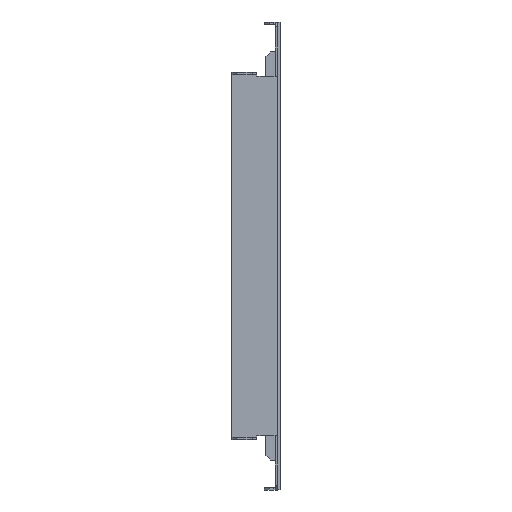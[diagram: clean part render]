
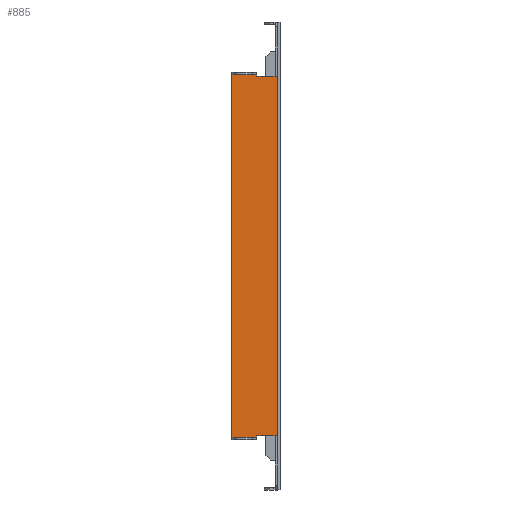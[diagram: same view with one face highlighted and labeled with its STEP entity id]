
A CAD part, left-side view. The second image highlights one B-rep face of the part: STEP entity #885.
In plain terms, the highlighted planar face has unit normal (-1, 0, 0).
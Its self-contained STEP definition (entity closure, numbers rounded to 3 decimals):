
#54 = VERTEX_POINT ( 'NONE', #2326 ) ;
#108 = DIRECTION ( 'NONE',  ( 0., -1., 0. ) ) ;
#162 = VECTOR ( 'NONE', #948, 1000. ) ;
#372 = CARTESIAN_POINT ( 'NONE',  ( -303.3, 0., -115. ) ) ;
#413 = DIRECTION ( 'NONE',  ( 0., -1., 0. ) ) ;
#458 = ORIENTED_EDGE ( 'NONE', *, *, #2994, .T. ) ;
#480 = VERTEX_POINT ( 'NONE', #798 ) ;
#486 = LINE ( 'NONE', #2372, #2040 ) ;
#517 = VERTEX_POINT ( 'NONE', #742 ) ;
#614 = DIRECTION ( 'NONE',  ( 0., -1., 0. ) ) ;
#672 = EDGE_LOOP ( 'NONE', ( #2201, #1194, #2939, #1605, #2392, #1838, #1662, #1067, #2456, #458, #2179, #2957 ) ) ;
#726 = CARTESIAN_POINT ( 'NONE',  ( -303.3, 30.5, -115. ) ) ;
#742 = CARTESIAN_POINT ( 'NONE',  ( -303.3, 14.7, -114. ) ) ;
#798 = CARTESIAN_POINT ( 'NONE',  ( -303.3, 1.5, 114. ) ) ;
#845 = CARTESIAN_POINT ( 'NONE',  ( -303.3, 0., -114. ) ) ;
#855 = VECTOR ( 'NONE', #2244, 1000. ) ;
#885 = ADVANCED_FACE ( 'NONE', ( #1625 ), #1147, .F. ) ;
#931 = CARTESIAN_POINT ( 'NONE',  ( -303.3, 14.7, 114. ) ) ;
#933 = CARTESIAN_POINT ( 'NONE',  ( -303.3, 4., 114. ) ) ;
#948 = DIRECTION ( 'NONE',  ( 0., 0., 1. ) ) ;
#954 = EDGE_CURVE ( 'NONE', #1686, #3054, #1348, .T. ) ;
#968 = AXIS2_PLACEMENT_3D ( 'NONE', #1604, #1372, #1615 ) ;
#989 = LINE ( 'NONE', #2700, #3049 ) ;
#1003 = LINE ( 'NONE', #931, #162 ) ;
#1027 = EDGE_CURVE ( 'NONE', #3083, #54, #1003, .T. ) ;
#1036 = VECTOR ( 'NONE', #2107, 1000. ) ;
#1067 = ORIENTED_EDGE ( 'NONE', *, *, #954, .F. ) ;
#1107 = CARTESIAN_POINT ( 'NONE',  ( -303.3, 30.5, 114. ) ) ;
#1108 = CARTESIAN_POINT ( 'NONE',  ( -303.3, 30.5, -114. ) ) ;
#1113 = VECTOR ( 'NONE', #3009, 1000. ) ;
#1147 = PLANE ( 'NONE',  #968 ) ;
#1165 = LINE ( 'NONE', #2361, #2152 ) ;
#1194 = ORIENTED_EDGE ( 'NONE', *, *, #3024, .T. ) ;
#1205 = CARTESIAN_POINT ( 'NONE',  ( -303.3, 1.5, 0. ) ) ;
#1221 = VERTEX_POINT ( 'NONE', #2496 ) ;
#1344 = EDGE_CURVE ( 'NONE', #1686, #2057, #1165, .T. ) ;
#1348 = LINE ( 'NONE', #2056, #1113 ) ;
#1372 = DIRECTION ( 'NONE',  ( 1., 0., 0. ) ) ;
#1392 = LINE ( 'NONE', #1108, #1626 ) ;
#1407 = DIRECTION ( 'NONE',  ( 0., 1., 0. ) ) ;
#1432 = EDGE_CURVE ( 'NONE', #2417, #3083, #989, .T. ) ;
#1434 = VERTEX_POINT ( 'NONE', #2472 ) ;
#1452 = DIRECTION ( 'NONE',  ( 0., -1., 0. ) ) ;
#1544 = LINE ( 'NONE', #372, #2579 ) ;
#1579 = EDGE_CURVE ( 'NONE', #1914, #1221, #1544, .T. ) ;
#1596 = VERTEX_POINT ( 'NONE', #2740 ) ;
#1604 = CARTESIAN_POINT ( 'NONE',  ( -303.3, 0., 0. ) ) ;
#1605 = ORIENTED_EDGE ( 'NONE', *, *, #1912, .F. ) ;
#1615 = DIRECTION ( 'NONE',  ( 0., 1., 0. ) ) ;
#1625 = FACE_OUTER_BOUND ( 'NONE', #672, .T. ) ;
#1626 = VECTOR ( 'NONE', #2080, 1000. ) ;
#1662 = ORIENTED_EDGE ( 'NONE', *, *, #2371, .T. ) ;
#1682 = VECTOR ( 'NONE', #614, 1000. ) ;
#1686 = VERTEX_POINT ( 'NONE', #1107 ) ;
#1836 = LINE ( 'NONE', #2783, #2730 ) ;
#1838 = ORIENTED_EDGE ( 'NONE', *, *, #1027, .T. ) ;
#1871 = CARTESIAN_POINT ( 'NONE',  ( -303.3, 14.7, 114. ) ) ;
#1899 = LINE ( 'NONE', #2849, #2460 ) ;
#1912 = EDGE_CURVE ( 'NONE', #2417, #480, #1899, .T. ) ;
#1914 = VERTEX_POINT ( 'NONE', #726 ) ;
#1918 = CARTESIAN_POINT ( 'NONE',  ( -303.3, 30.5, 115. ) ) ;
#1962 = DIRECTION ( 'NONE',  ( 0., 1., 0. ) ) ;
#1971 = CARTESIAN_POINT ( 'NONE',  ( -303.3, 14.7, 0. ) ) ;
#2013 = EDGE_CURVE ( 'NONE', #517, #1221, #2975, .T. ) ;
#2040 = VECTOR ( 'NONE', #1407, 1000. ) ;
#2056 = CARTESIAN_POINT ( 'NONE',  ( -303.3, 30.5, 0. ) ) ;
#2057 = VERTEX_POINT ( 'NONE', #2693 ) ;
#2080 = DIRECTION ( 'NONE',  ( 0., 0., -1. ) ) ;
#2107 = DIRECTION ( 'NONE',  ( 0., 0., 1. ) ) ;
#2112 = DIRECTION ( 'NONE',  ( 0., 0., -1. ) ) ;
#2152 = VECTOR ( 'NONE', #2112, 1000. ) ;
#2179 = ORIENTED_EDGE ( 'NONE', *, *, #1579, .T. ) ;
#2188 = EDGE_CURVE ( 'NONE', #517, #1434, #2990, .T. ) ;
#2201 = ORIENTED_EDGE ( 'NONE', *, *, #2188, .T. ) ;
#2244 = DIRECTION ( 'NONE',  ( 0., 0., -1. ) ) ;
#2326 = CARTESIAN_POINT ( 'NONE',  ( -303.3, 14.7, 115. ) ) ;
#2361 = CARTESIAN_POINT ( 'NONE',  ( -303.3, 30.5, 0. ) ) ;
#2369 = LINE ( 'NONE', #1205, #1036 ) ;
#2371 = EDGE_CURVE ( 'NONE', #54, #3054, #486, .T. ) ;
#2372 = CARTESIAN_POINT ( 'NONE',  ( -303.3, 0., 115. ) ) ;
#2392 = ORIENTED_EDGE ( 'NONE', *, *, #1432, .T. ) ;
#2417 = VERTEX_POINT ( 'NONE', #933 ) ;
#2456 = ORIENTED_EDGE ( 'NONE', *, *, #1344, .T. ) ;
#2460 = VECTOR ( 'NONE', #1452, 1000. ) ;
#2472 = CARTESIAN_POINT ( 'NONE',  ( -303.3, 4., -114. ) ) ;
#2496 = CARTESIAN_POINT ( 'NONE',  ( -303.3, 14.7, -115. ) ) ;
#2579 = VECTOR ( 'NONE', #108, 1000. ) ;
#2693 = CARTESIAN_POINT ( 'NONE',  ( -303.3, 30.5, -114. ) ) ;
#2700 = CARTESIAN_POINT ( 'NONE',  ( -303.3, 0., 114. ) ) ;
#2730 = VECTOR ( 'NONE', #413, 1000. ) ;
#2740 = CARTESIAN_POINT ( 'NONE',  ( -303.3, 1.5, -114. ) ) ;
#2783 = CARTESIAN_POINT ( 'NONE',  ( -303.3, 4., -114. ) ) ;
#2849 = CARTESIAN_POINT ( 'NONE',  ( -303.3, 0., 114. ) ) ;
#2939 = ORIENTED_EDGE ( 'NONE', *, *, #3072, .T. ) ;
#2957 = ORIENTED_EDGE ( 'NONE', *, *, #2013, .F. ) ;
#2975 = LINE ( 'NONE', #1971, #855 ) ;
#2990 = LINE ( 'NONE', #845, #1682 ) ;
#2994 = EDGE_CURVE ( 'NONE', #2057, #1914, #1392, .T. ) ;
#3009 = DIRECTION ( 'NONE',  ( 0., 0., 1. ) ) ;
#3024 = EDGE_CURVE ( 'NONE', #1434, #1596, #1836, .T. ) ;
#3049 = VECTOR ( 'NONE', #1962, 1000. ) ;
#3054 = VERTEX_POINT ( 'NONE', #1918 ) ;
#3072 = EDGE_CURVE ( 'NONE', #1596, #480, #2369, .T. ) ;
#3083 = VERTEX_POINT ( 'NONE', #1871 ) ;
